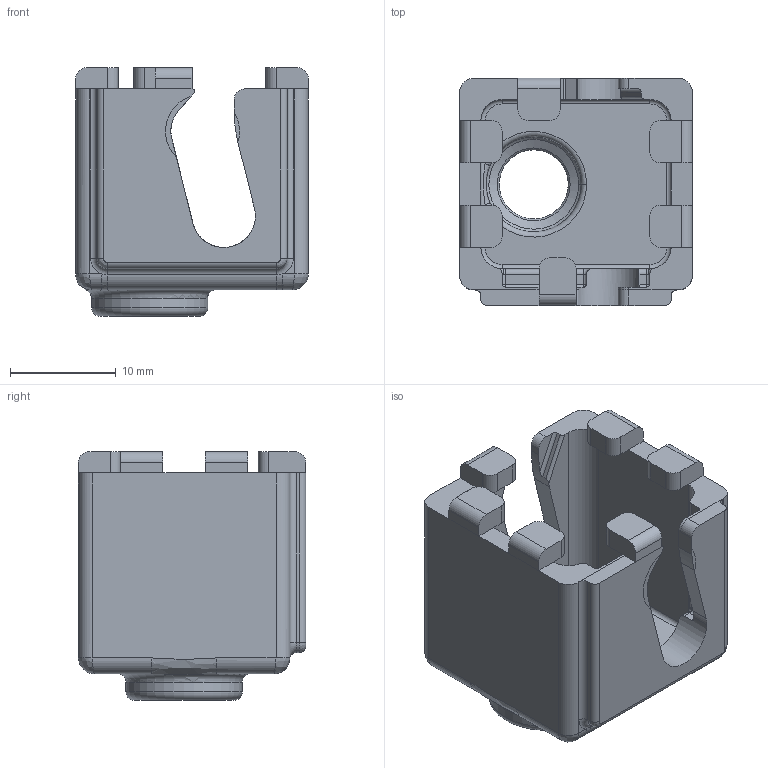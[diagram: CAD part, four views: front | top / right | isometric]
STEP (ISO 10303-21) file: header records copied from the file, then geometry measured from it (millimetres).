
FILE_DESCRIPTION(('FreeCAD Model'),'2;1');
FILE_NAME( 'Sock_v4.step', '2017-01-25T14:57:14',('Author'),(''), 'Open CASCADE STEP processor 6.9','FreeCAD','Unknown');
FILE_SCHEMA(('AUTOMOTIVE_DESIGN_CC2 { 1 2 10303 214 -1 1 5 4 }'));
Length unit declared in the file: millimetre
Products named in the file (2): ASSEMBLY; Fillet010
Assembly tree (1 placements, depth 2):
  ASSEMBLY
    Fillet010
Bounding box: 22 x 21.51 x 23.5 mm (x, y, z)
Volume: 3391.8 mm3; surface area: 3702.9 mm2
Topology: 1 solids, 1 shells, 202 faces, 519 edges, 311 vertices
Faces by surface type: plane 85, cylinder 84, torus 14, bspline 13, sphere 3, revolution 2, cone 1
Full cylindrical faces by diameter (mm): 9 x1, 11 x1
Entity records: 14390 total; most frequent: CARTESIAN_POINT 4478, DIRECTION 1784, ORIENTED_EDGE 1024, PCURVE 1024, DEFINITIONAL_REPRESENTATION 1024, LINE 1001, VECTOR 1001, EDGE_CURVE 512
